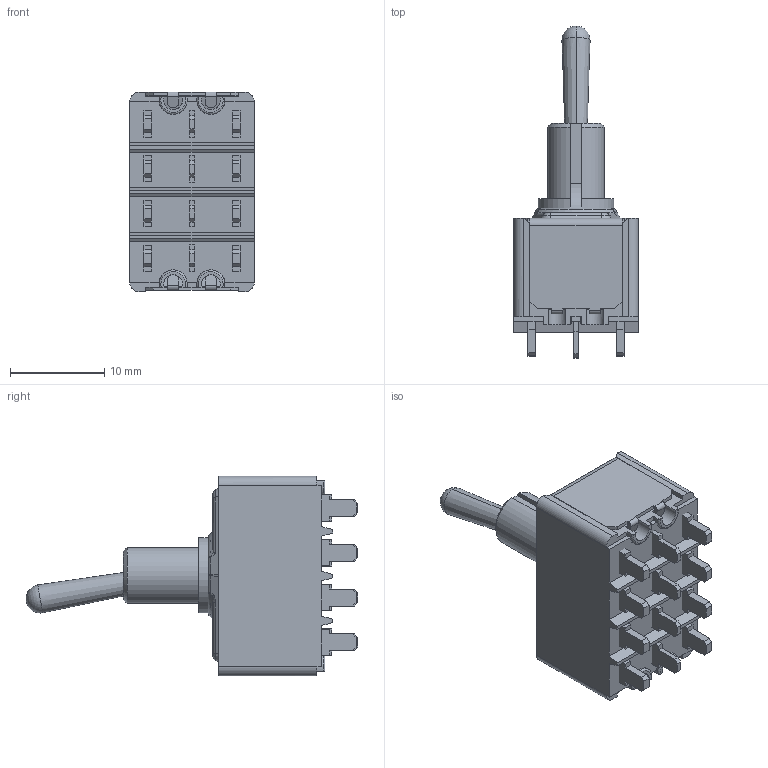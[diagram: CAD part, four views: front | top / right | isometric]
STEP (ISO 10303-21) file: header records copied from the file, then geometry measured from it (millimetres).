
FILE_DESCRIPTION((''),'2;1');
FILE_NAME('5566A','2014-12-22T',('mdamaggio'),(''),'PRO/ENGINEER BY PARAMETRIC TECHNOLOGY CORPORATION, 2013410','PRO/ENGINEER BY PARAMETRIC TECHNOLOGY CORPORATION, 2013410','');
FILE_SCHEMA(('CONFIG_CONTROL_DESIGN'));
Length unit declared in the file: millimetre
Products named in the file (1): 5566A
Bounding box: 13.2 x 35.23 x 21.23 mm (x, y, z)
Surface area: 2931 mm2 (no closed solid volume)
Topology: 0 solids, 17 shells, 338 faces, 963 edges, 639 vertices
Faces by surface type: plane 262, cylinder 40, bspline 12, cone 11, torus 7, sphere 6
Entity records: 11120 total; most frequent: CARTESIAN_POINT 2450, ORIENTED_EDGE 1746, DIRECTION 1709, EDGE_CURVE 961, VECTOR 797, LINE 797, VERTEX_POINT 639, AXIS2_PLACEMENT_3D 456
